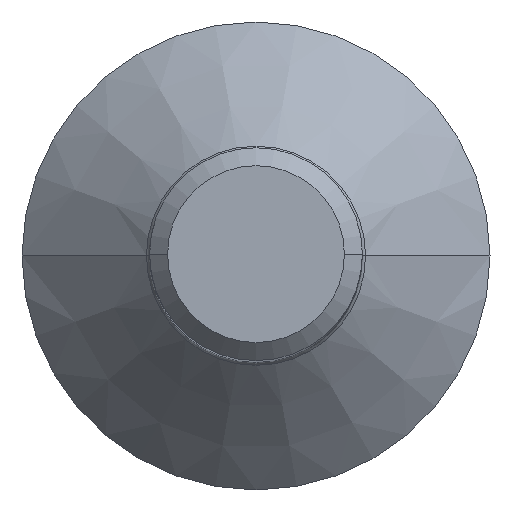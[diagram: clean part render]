
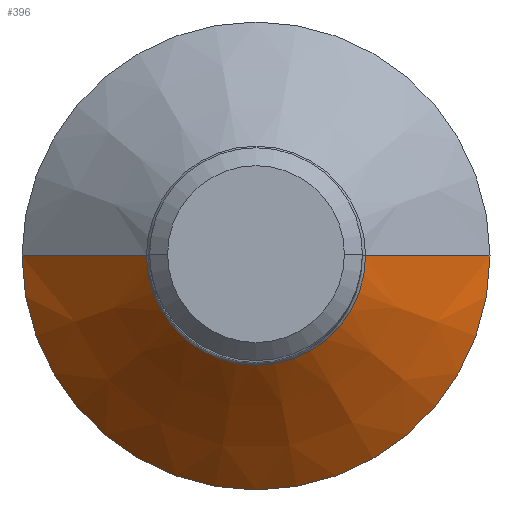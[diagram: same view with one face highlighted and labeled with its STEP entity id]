
A CAD part, top view. The second image highlights one B-rep face of the part: STEP entity #396.
In plain terms, the highlighted conical face has half-angle 45 degrees and reference radius 8.794 mm.
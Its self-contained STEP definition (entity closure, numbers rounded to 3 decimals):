
#20 = AXIS2_PLACEMENT_3D ( 'NONE', #608, #539, #209 ) ;
#55 = EDGE_CURVE ( 'NONE', #507, #393, #403, .T. ) ;
#64 = EDGE_CURVE ( 'NONE', #750, #130, #165, .T. ) ;
#93 = EDGE_LOOP ( 'NONE', ( #773, #129, #417, #120 ) ) ;
#106 = VECTOR ( 'NONE', #809, 1000. ) ;
#107 = EDGE_CURVE ( 'NONE', #507, #130, #328, .T. ) ;
#117 = CARTESIAN_POINT ( 'NONE',  ( -8.794, 0., 0. ) ) ;
#120 = ORIENTED_EDGE ( 'NONE', *, *, #64, .T. ) ;
#129 = ORIENTED_EDGE ( 'NONE', *, *, #55, .T. ) ;
#130 = VERTEX_POINT ( 'NONE', #418 ) ;
#146 = CARTESIAN_POINT ( 'NONE',  ( 4.117, 0., 4.677 ) ) ;
#148 = DIRECTION ( 'NONE',  ( 0., 0., 1. ) ) ;
#165 = CIRCLE ( 'NONE', #313, 8.794 ) ;
#192 = VECTOR ( 'NONE', #488, 1000. ) ;
#209 = DIRECTION ( 'NONE',  ( 1., 0., 0. ) ) ;
#227 = CONICAL_SURFACE ( 'NONE', #648, 8.794, 0.785 ) ;
#268 = DIRECTION ( 'NONE',  ( 0., 0., -1. ) ) ;
#313 = AXIS2_PLACEMENT_3D ( 'NONE', #747, #148, #348 ) ;
#328 = LINE ( 'NONE', #830, #192 ) ;
#348 = DIRECTION ( 'NONE',  ( -1., 0., 0. ) ) ;
#368 = EDGE_CURVE ( 'NONE', #393, #750, #596, .T. ) ;
#393 = VERTEX_POINT ( 'NONE', #523 ) ;
#396 = ADVANCED_FACE ( 'NONE', ( #727 ), #227, .T. ) ;
#403 = CIRCLE ( 'NONE', #20, 4.117 ) ;
#408 = DIRECTION ( 'NONE',  ( -1., 0., 0. ) ) ;
#417 = ORIENTED_EDGE ( 'NONE', *, *, #368, .T. ) ;
#418 = CARTESIAN_POINT ( 'NONE',  ( 8.794, 0., 0. ) ) ;
#488 = DIRECTION ( 'NONE',  ( 0.707, 0., -0.707 ) ) ;
#507 = VERTEX_POINT ( 'NONE', #146 ) ;
#523 = CARTESIAN_POINT ( 'NONE',  ( -4.117, 0., 4.677 ) ) ;
#539 = DIRECTION ( 'NONE',  ( 0., 0., -1. ) ) ;
#596 = LINE ( 'NONE', #803, #106 ) ;
#604 = CARTESIAN_POINT ( 'NONE',  ( 0., 0., 0. ) ) ;
#608 = CARTESIAN_POINT ( 'NONE',  ( 0., 0., 4.677 ) ) ;
#648 = AXIS2_PLACEMENT_3D ( 'NONE', #604, #268, #408 ) ;
#727 = FACE_OUTER_BOUND ( 'NONE', #93, .T. ) ;
#747 = CARTESIAN_POINT ( 'NONE',  ( 0., 0., 0. ) ) ;
#750 = VERTEX_POINT ( 'NONE', #117 ) ;
#773 = ORIENTED_EDGE ( 'NONE', *, *, #107, .F. ) ;
#803 = CARTESIAN_POINT ( 'NONE',  ( -8.794, 0., 0. ) ) ;
#809 = DIRECTION ( 'NONE',  ( -0.707, 0., -0.707 ) ) ;
#830 = CARTESIAN_POINT ( 'NONE',  ( 8.794, 0., 0. ) ) ;
